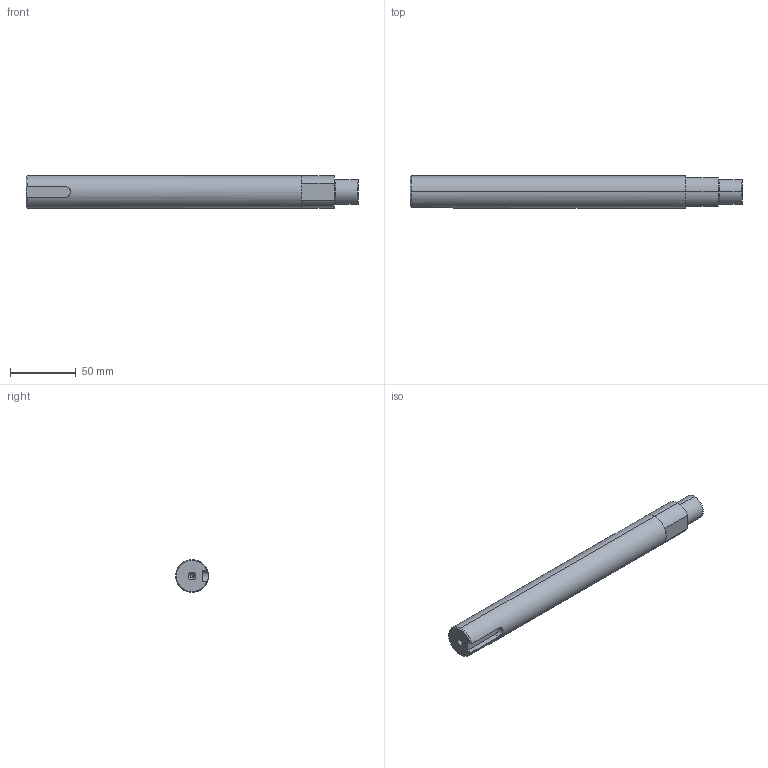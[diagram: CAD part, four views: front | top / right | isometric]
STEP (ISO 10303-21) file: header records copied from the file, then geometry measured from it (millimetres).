
FILE_DESCRIPTION (( 'STEP AP203' ), '1' );
FILE_NAME ('axe.STEP', '2017-07-22T23:26:49', ( '' ), ( '' ), 'SwSTEP 2.0', 'SolidWorks 2017', '' );
FILE_SCHEMA (( 'CONFIG_CONTROL_DESIGN' ));
Length unit declared in the file: millimetre
Products named in the file (1): axe
Bounding box: 253 x 25 x 25 mm (x, y, z)
Volume: 116636.7 mm3; surface area: 21471.7 mm2
Topology: 1 solids, 1 shells, 39 faces, 87 edges, 49 vertices
Faces by surface type: cone 13, cylinder 12, plane 10, torus 4
Entity records: 1157 total; most frequent: CARTESIAN_POINT 211, DIRECTION 202, ORIENTED_EDGE 166, EDGE_CURVE 83, AXIS2_PLACEMENT_3D 82, VERTEX_POINT 49, CIRCLE 42, EDGE_LOOP 42
